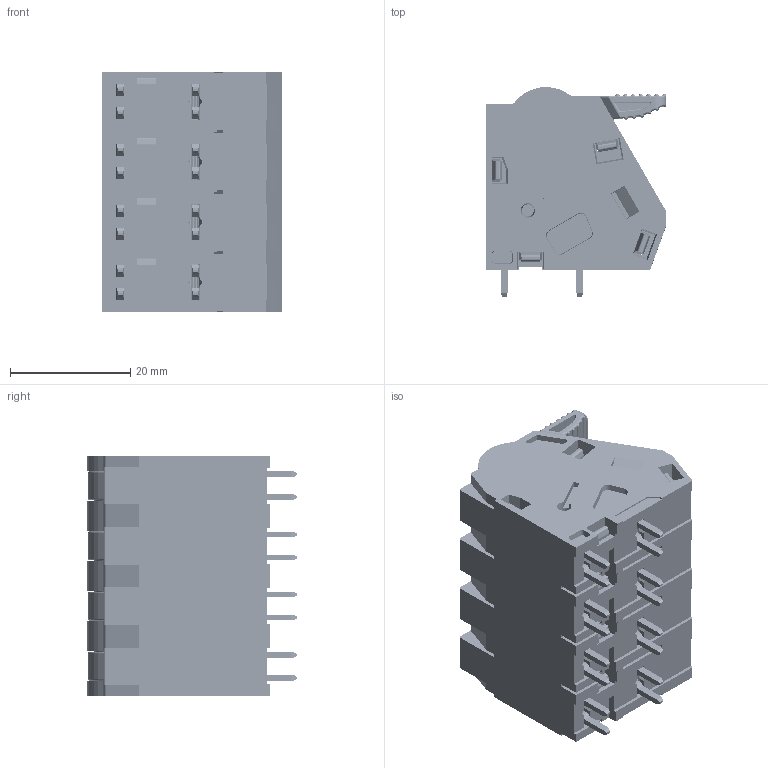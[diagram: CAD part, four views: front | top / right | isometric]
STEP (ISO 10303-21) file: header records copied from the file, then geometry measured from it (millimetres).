
FILE_DESCRIPTION((''),'2;1');
FILE_NAME('NZ-NEW-JUMPER-SLOT_ASM','2021-05-07T',('lena.xu'),(''),'CREO PARAMETRIC BY PTC INC, 2016260','CREO PARAMETRIC BY PTC INC, 2016260','');
FILE_SCHEMA(('CONFIG_CONTROL_DESIGN'));
Products named in the file (9): NZ-MIDDLE-BODY; NZ-RIGHT-BODY; NZ-LEFT-BODY; NZ-ROD-NEW; NZ-CAM-NEW; SP-NZ__; NZ-CONTACT; NZ-SPRING_ASM; NZ-NEW-JUMPER-SLOT_ASM
Assembly tree (22 placements, depth 3):
  NZ-NEW-JUMPER-SLOT_ASM
    NZ-MIDDLE-BODY  x3
    NZ-RIGHT-BODY  x4
    NZ-LEFT-BODY
    NZ-ROD-NEW  x4
    NZ-CAM-NEW  x4
    NZ-SPRING_ASM  x4
      SP-NZ__
      NZ-CONTACT
Bounding box: 30 x 34.79 x 40 mm (x, y, z)
Volume: 19198.7 mm3; surface area: 34708.6 mm2
Topology: 24 solids, 30 shells, 6011 faces, 15283 edges, 9492 vertices
Faces by surface type: plane 2651, cylinder 1903, torus 613, cone 536, sphere 168, bspline 120, extrusion 20
Entity records: 82971 total; most frequent: CARTESIAN_POINT 11986, DIRECTION 9628, ORIENTED_EDGE 9430, PRESENTATION_STYLE_ASSIGNMENT 6335, STYLED_ITEM 6335, CURVE_STYLE 4724, EDGE_CURVE 4719, AXIS2_PLACEMENT_3D 3348
